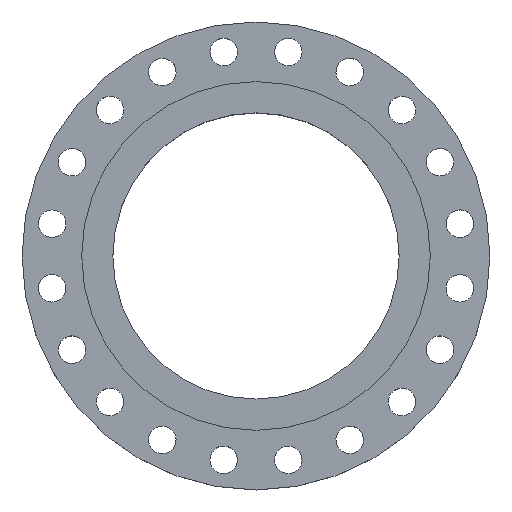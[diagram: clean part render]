
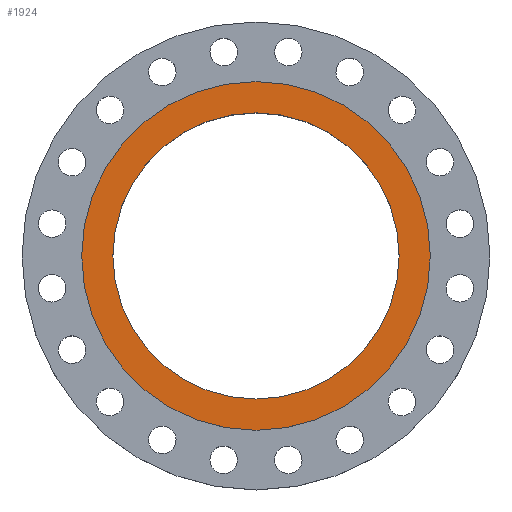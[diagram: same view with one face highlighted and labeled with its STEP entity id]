
A CAD part, top view. The second image highlights one B-rep face of the part: STEP entity #1924.
In plain terms, the highlighted planar face has unit normal (0, 0, 1).
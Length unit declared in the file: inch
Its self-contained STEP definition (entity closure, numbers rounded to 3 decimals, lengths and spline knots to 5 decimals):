
#38 = DIRECTION ( 'NONE',  ( 0., 0., 1. ) ) ;
#39 = CARTESIAN_POINT ( 'NONE',  ( -9.5, 0., 0.25 ) ) ;
#70 = EDGE_LOOP ( 'NONE', ( #663, #778 ) ) ;
#79 = DIRECTION ( 'NONE',  ( 0., 0., 1. ) ) ;
#108 = AXIS2_PLACEMENT_3D ( 'NONE', #1451, #79, #253 ) ;
#172 = EDGE_CURVE ( 'NONE', #261, #615, #1429, .T. ) ;
#222 = CARTESIAN_POINT ( 'NONE',  ( 0., 0., 0.25 ) ) ;
#253 = DIRECTION ( 'NONE',  ( 1., 0., 0. ) ) ;
#261 = VERTEX_POINT ( 'NONE', #39 ) ;
#388 = FACE_BOUND ( 'NONE', #463, .T. ) ;
#421 = DIRECTION ( 'NONE',  ( 1., 0., 0. ) ) ;
#463 = EDGE_LOOP ( 'NONE', ( #960, #638 ) ) ;
#552 = CIRCLE ( 'NONE', #747, 7.8 ) ;
#553 = VERTEX_POINT ( 'NONE', #1180 ) ;
#560 = AXIS2_PLACEMENT_3D ( 'NONE', #732, #563, #421 ) ;
#563 = DIRECTION ( 'NONE',  ( 0., 0., 1. ) ) ;
#615 = VERTEX_POINT ( 'NONE', #1020 ) ;
#638 = ORIENTED_EDGE ( 'NONE', *, *, #774, .F. ) ;
#663 = ORIENTED_EDGE ( 'NONE', *, *, #172, .T. ) ;
#732 = CARTESIAN_POINT ( 'NONE',  ( 0., 0., 0.25 ) ) ;
#747 = AXIS2_PLACEMENT_3D ( 'NONE', #804, #1721, #1261 ) ;
#774 = EDGE_CURVE ( 'NONE', #1873, #553, #1015, .T. ) ;
#778 = ORIENTED_EDGE ( 'NONE', *, *, #1796, .T. ) ;
#804 = CARTESIAN_POINT ( 'NONE',  ( 0., 0., 0.25 ) ) ;
#907 = CIRCLE ( 'NONE', #108, 9.5 ) ;
#960 = ORIENTED_EDGE ( 'NONE', *, *, #1462, .F. ) ;
#1015 = CIRCLE ( 'NONE', #1759, 7.8 ) ;
#1020 = CARTESIAN_POINT ( 'NONE',  ( 9.5, 0., 0.25 ) ) ;
#1180 = CARTESIAN_POINT ( 'NONE',  ( -7.8, 0., 0.25 ) ) ;
#1261 = DIRECTION ( 'NONE',  ( 1., 0., 0. ) ) ;
#1319 = CARTESIAN_POINT ( 'NONE',  ( 7.8, 0., 0.25 ) ) ;
#1350 = DIRECTION ( 'NONE',  ( 1., 0., 0. ) ) ;
#1422 = AXIS2_PLACEMENT_3D ( 'NONE', #222, #1475, #1350 ) ;
#1429 = CIRCLE ( 'NONE', #560, 9.5 ) ;
#1451 = CARTESIAN_POINT ( 'NONE',  ( 0., 0., 0.25 ) ) ;
#1462 = EDGE_CURVE ( 'NONE', #553, #1873, #552, .T. ) ;
#1475 = DIRECTION ( 'NONE',  ( 0., 0., 1. ) ) ;
#1562 = DIRECTION ( 'NONE',  ( 1., 0., 0. ) ) ;
#1580 = CARTESIAN_POINT ( 'NONE',  ( 0., 0., 0.25 ) ) ;
#1606 = PLANE ( 'NONE',  #1422 ) ;
#1721 = DIRECTION ( 'NONE',  ( 0., 0., 1. ) ) ;
#1743 = FACE_OUTER_BOUND ( 'NONE', #70, .T. ) ;
#1759 = AXIS2_PLACEMENT_3D ( 'NONE', #1580, #38, #1562 ) ;
#1796 = EDGE_CURVE ( 'NONE', #615, #261, #907, .T. ) ;
#1873 = VERTEX_POINT ( 'NONE', #1319 ) ;
#1924 = ADVANCED_FACE ( 'NONE', ( #388, #1743 ), #1606, .T. ) ;
